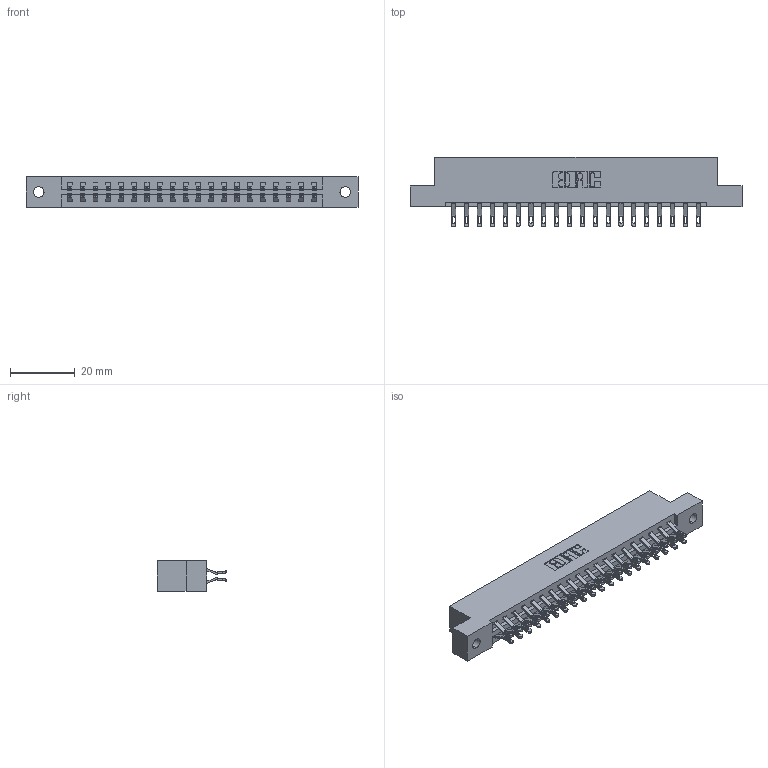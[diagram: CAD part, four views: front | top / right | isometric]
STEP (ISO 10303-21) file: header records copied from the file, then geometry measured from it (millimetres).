
FILE_DESCRIPTION (( 'STEP AP203' ), '1' );
FILE_NAME ('337-040-555-202.STEP', '2019-10-09T11:41:38', ( '' ), ( '' ), 'SwSTEP 2.0', 'SolidWorks 2016', '' );
FILE_SCHEMA (( 'CONFIG_CONTROL_DESIGN' ));
Length unit declared in the file: inch
Products named in the file (3): 345-292-001_555 Tail; 337-040-555-202; 337 Part_Flush Mounting Lugs - 0.128 Dia
Assembly tree (41 placements, depth 2):
  337-040-555-202
    337 Part_Flush Mounting Lugs - 0.128 Dia
    345-292-001_555 Tail  x40
Bounding box: 102.26 x 21.47 x 9.4 mm (x, y, z)
Volume: 10563.5 mm3; surface area: 11892.9 mm2
Topology: 41 solids, 41 shells, 2514 faces, 7871 edges, 5246 vertices
Faces by surface type: plane 1510, cylinder 1004
Entity records: 18681 total; most frequent: CARTESIAN_POINT 3200, ORIENTED_EDGE 3106, DIRECTION 2733, EDGE_CURVE 1553, LINE 1405, VECTOR 1405, VERTEX_POINT 1034, AXIS2_PLACEMENT_3D 664
